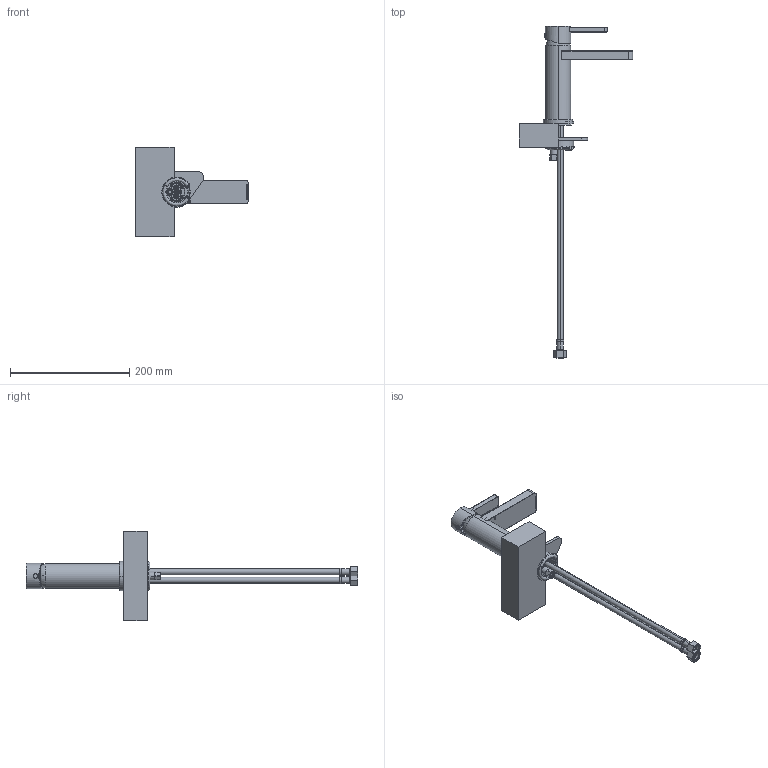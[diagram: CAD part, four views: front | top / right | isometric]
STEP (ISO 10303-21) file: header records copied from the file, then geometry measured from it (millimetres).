
FILE_DESCRIPTION (( 'STEP AP203' ), '1' );
FILE_NAME ('500017vic0_asm.STEP', '2018-09-13T19:58:28', ( '' ), ( '' ), 'SwSTEP 2.0', 'SolidWorks 2015', '' );
FILE_SCHEMA (( 'CONFIG_CONTROL_DESIGN' ));
Length unit declared in the file: millimetre
Products named in the file (55): 06000005_AF0; 16000688_AF0_ASM; TAVOLO35_AF0; 04017504; 16000665_AF0_ASM; 06023707_AF0; 06023707_AF2; 04020204_AF1; 02000100_AF0; 500017vic0_asm; 04000041_AF1; 06000047_AF3; 16000690_AF0_ASM; 07000023F_AF0; 06001201_AF0; 05002003_AF0; 06000047; 10000147_AF0; 07000024G_AF0; 16000787_AF1_ASM; 16000658_AF1_ASM; 07000023D_AF0; 09000107_AF0; 06022007_AF0; 04017504_AF0; 07000023E_AF0; 16000657_AF1_ASM; 16000787_AF0_ASM; 07000024_AF0_ASM; 07000023A_AF0; 10034103; 16000666_AF0_ASM; 04000041_AF0; 16000686_AF0_ASM; 06000047_AF1; 14002000_AF0_ASM; 01000154_AF1; 16000442_AF0_ASM; 16000685_AF0_ASM; 07000023B_AF0 ...
Assembly tree (54 placements, depth 4):
  500017vic0_asm
    16000686_AF0_ASM
      01000153_AF1
      01000154_AF1
      06000047
      06000047_AF1
      16001074_AF0_ASM
        10000147_AF0
      16001134_AF1_ASM
        04020204_AF1
    16000685_AF0_ASM
      07000024_AF0_ASM
        07000023A_AF0
        07000023B_AF0
        07000023D_AF0
        07000023C_AF0
        07000023E_AF0
        07000023F_AF0
        07000024G_AF0
    16000665_AF0_ASM
      06000045_AF0
      04000041_AF0
    16000666_AF0_ASM
      12000220_AF0
      04000041_AF1
    16000688_AF0_ASM
      02000100_AF0
      06023707_AF0
      06023707
    16000282_AF0_ASM
      12019601_AF0
      04017504_AF0
    16000442_AF0_ASM
      14002000_AF0_ASM
        10017007_AF0
        04000245
        06000005_AF0
        06001201_AF0
        10034103
        04017504
    16000787_AF0_ASM
      09000107_AF0
    16000787_AF1_ASM
      09000107_AF1
    TAVOLO35_AF0
    16000690_AF0_ASM
      03000063_AF1
      03000064_AF1
      06000047_AF3
      06023707_AF2
      16000657_AF1_ASM
        06022007_AF0
      16000658_AF1_ASM
        05002003_AF0
      06020307_AF1
Bounding box: 190 x 556.05 x 150 mm (x, y, z)
Volume: 417910.4 mm3; surface area: 220824.1 mm2
Topology: 22 solids, 72 shells, 1694 faces, 4325 edges, 2769 vertices
Faces by surface type: cylinder 727, plane 561, cone 233, bspline 165, torus 8
Entity records: 65896 total; most frequent: CARTESIAN_POINT 18839, DIRECTION 9000, ORIENTED_EDGE 8422, EDGE_CURVE 4281, AXIS2_PLACEMENT_3D 3582, VERTEX_POINT 2769, CIRCLE 1979, EDGE_LOOP 1896
